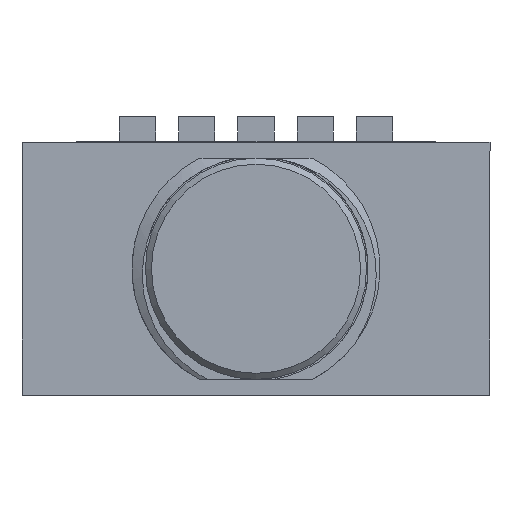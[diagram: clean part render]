
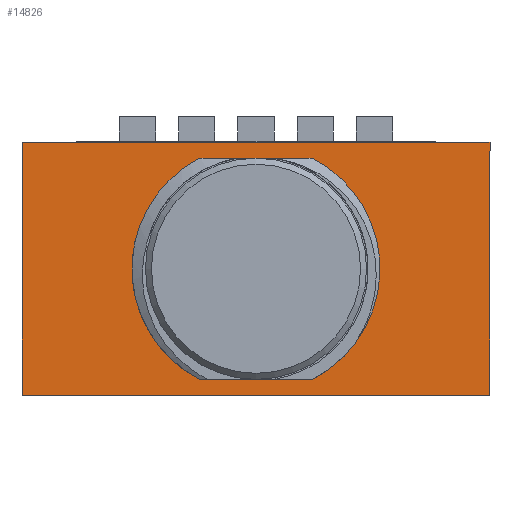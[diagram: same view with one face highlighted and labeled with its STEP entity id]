
A CAD part, front view. The second image highlights one B-rep face of the part: STEP entity #14826.
In plain terms, the highlighted planar face has unit normal (0, -1, 0).
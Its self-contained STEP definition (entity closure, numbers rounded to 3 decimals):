
#48 = EDGE_CURVE ( 'NONE', #847, #2675, #8713, .T. ) ;
#110 = CIRCLE ( 'NONE', #15035, 9.6 ) ;
#428 = CARTESIAN_POINT ( 'NONE',  ( -19.25, 0., 10.4 ) ) ;
#847 = VERTEX_POINT ( 'NONE', #428 ) ;
#915 = CARTESIAN_POINT ( 'NONE',  ( -19.25, 0., 10.4 ) ) ;
#977 = CARTESIAN_POINT ( 'NONE',  ( 0., 0., -10.4 ) ) ;
#1021 = VECTOR ( 'NONE', #9683, 1000. ) ;
#1076 = EDGE_LOOP ( 'NONE', ( #6470, #16318, #6767, #5075 ) ) ;
#1397 = VERTEX_POINT ( 'NONE', #13305 ) ;
#1845 = DIRECTION ( 'NONE',  ( 0., 1., 0. ) ) ;
#1997 = DIRECTION ( 'NONE',  ( 0., 0., 1. ) ) ;
#2122 = EDGE_CURVE ( 'NONE', #16175, #5424, #4545, .T. ) ;
#2564 = AXIS2_PLACEMENT_3D ( 'NONE', #16014, #4416, #9652 ) ;
#2675 = VERTEX_POINT ( 'NONE', #14668 ) ;
#3159 = ORIENTED_EDGE ( 'NONE', *, *, #48, .T. ) ;
#3487 = LINE ( 'NONE', #977, #8118 ) ;
#3695 = CARTESIAN_POINT ( 'NONE',  ( 19.25, 0., -10.4 ) ) ;
#3796 = DIRECTION ( 'NONE',  ( 0., 0., -1. ) ) ;
#3849 = DIRECTION ( 'NONE',  ( 0., 1., 0. ) ) ;
#4339 = FACE_BOUND ( 'NONE', #1076, .T. ) ;
#4416 = DIRECTION ( 'NONE',  ( 0., 1., 0. ) ) ;
#4489 = CARTESIAN_POINT ( 'NONE',  ( 3.058, 0., 9.1 ) ) ;
#4545 = CIRCLE ( 'NONE', #14158, 9.6 ) ;
#4766 = CARTESIAN_POINT ( 'NONE',  ( -3.058, 0., 9.1 ) ) ;
#5050 = CARTESIAN_POINT ( 'NONE',  ( -19.25, 0., 10.4 ) ) ;
#5075 = ORIENTED_EDGE ( 'NONE', *, *, #2122, .T. ) ;
#5183 = VECTOR ( 'NONE', #14694, 1000. ) ;
#5252 = DIRECTION ( 'NONE',  ( 1., 0., 0. ) ) ;
#5353 = EDGE_CURVE ( 'NONE', #847, #1397, #13380, .T. ) ;
#5424 = VERTEX_POINT ( 'NONE', #4766 ) ;
#5483 = EDGE_CURVE ( 'NONE', #12164, #5424, #13794, .T. ) ;
#6470 = ORIENTED_EDGE ( 'NONE', *, *, #5483, .F. ) ;
#6513 = EDGE_CURVE ( 'NONE', #12164, #7605, #110, .T. ) ;
#6762 = DIRECTION ( 'NONE',  ( 0., 0., 1. ) ) ;
#6767 = ORIENTED_EDGE ( 'NONE', *, *, #7211, .F. ) ;
#6813 = EDGE_CURVE ( 'NONE', #1397, #16136, #10927, .T. ) ;
#7064 = EDGE_CURVE ( 'NONE', #2675, #16136, #3487, .T. ) ;
#7211 = EDGE_CURVE ( 'NONE', #16175, #7605, #11597, .T. ) ;
#7605 = VERTEX_POINT ( 'NONE', #12574 ) ;
#7684 = DIRECTION ( 'NONE',  ( -1., 0., 0. ) ) ;
#7748 = CARTESIAN_POINT ( 'NONE',  ( -13.839, 0., -9.1 ) ) ;
#8028 = CARTESIAN_POINT ( 'NONE',  ( 0., 0., 0. ) ) ;
#8118 = VECTOR ( 'NONE', #15108, 1000. ) ;
#8482 = PLANE ( 'NONE',  #2564 ) ;
#8713 = LINE ( 'NONE', #5050, #13649 ) ;
#9105 = CARTESIAN_POINT ( 'NONE',  ( 0., 0., 0. ) ) ;
#9652 = DIRECTION ( 'NONE',  ( 0., 0., 1. ) ) ;
#9683 = DIRECTION ( 'NONE',  ( 1., 0., 0. ) ) ;
#10927 = LINE ( 'NONE', #15790, #5183 ) ;
#11043 = VECTOR ( 'NONE', #5252, 1000. ) ;
#11448 = CARTESIAN_POINT ( 'NONE',  ( -13.839, 0., 9.1 ) ) ;
#11597 = LINE ( 'NONE', #7748, #11043 ) ;
#12164 = VERTEX_POINT ( 'NONE', #4489 ) ;
#12353 = EDGE_LOOP ( 'NONE', ( #15456, #13001, #13440, #3159 ) ) ;
#12574 = CARTESIAN_POINT ( 'NONE',  ( 3.058, 0., -9.1 ) ) ;
#12713 = CARTESIAN_POINT ( 'NONE',  ( -3.058, 0., -9.1 ) ) ;
#13001 = ORIENTED_EDGE ( 'NONE', *, *, #6813, .F. ) ;
#13305 = CARTESIAN_POINT ( 'NONE',  ( 19.25, 0., 10.4 ) ) ;
#13380 = LINE ( 'NONE', #915, #1021 ) ;
#13440 = ORIENTED_EDGE ( 'NONE', *, *, #5353, .F. ) ;
#13506 = FACE_OUTER_BOUND ( 'NONE', #12353, .T. ) ;
#13649 = VECTOR ( 'NONE', #3796, 1000. ) ;
#13794 = LINE ( 'NONE', #11448, #14112 ) ;
#14112 = VECTOR ( 'NONE', #7684, 1000. ) ;
#14158 = AXIS2_PLACEMENT_3D ( 'NONE', #8028, #1845, #1997 ) ;
#14668 = CARTESIAN_POINT ( 'NONE',  ( -19.25, 0., -10.4 ) ) ;
#14694 = DIRECTION ( 'NONE',  ( 0., 0., -1. ) ) ;
#14826 = ADVANCED_FACE ( 'NONE', ( #4339, #13506 ), #8482, .F. ) ;
#15035 = AXIS2_PLACEMENT_3D ( 'NONE', #9105, #3849, #6762 ) ;
#15108 = DIRECTION ( 'NONE',  ( 1., 0., 0. ) ) ;
#15456 = ORIENTED_EDGE ( 'NONE', *, *, #7064, .T. ) ;
#15790 = CARTESIAN_POINT ( 'NONE',  ( 19.25, 0., 10.4 ) ) ;
#16014 = CARTESIAN_POINT ( 'NONE',  ( 0., 0., 10.4 ) ) ;
#16136 = VERTEX_POINT ( 'NONE', #3695 ) ;
#16175 = VERTEX_POINT ( 'NONE', #12713 ) ;
#16318 = ORIENTED_EDGE ( 'NONE', *, *, #6513, .T. ) ;
